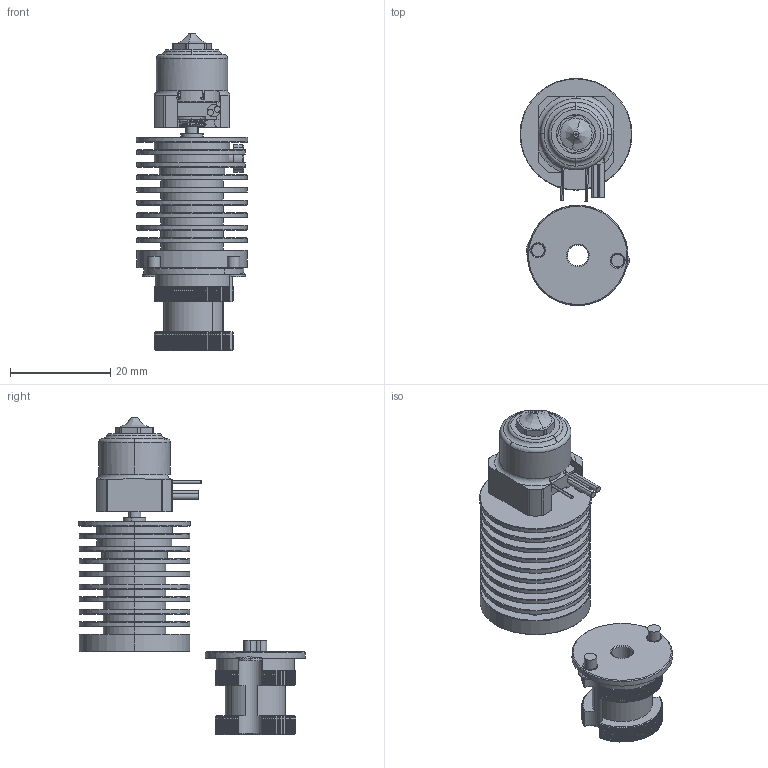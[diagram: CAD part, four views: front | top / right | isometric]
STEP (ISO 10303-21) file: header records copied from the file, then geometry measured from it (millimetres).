
FILE_DESCRIPTION (( 'STEP AP203' ), '1' );
FILE_NAME ('TD6S-CHC.STEP', '2022-09-02T01:32:37', ( '' ), ( '' ), 'SwSTEP 2.0', 'SolidWorks 2020', '' );
FILE_SCHEMA (( 'CONFIG_CONTROL_DESIGN' ));
Length unit declared in the file: millimetre
Products named in the file (15): TV6-nozzle; 禱牉奪綰奪蚾饜; TD6S-CHC; socket head thin cap screw_din_DIN 7984 - M3 x 6 --- 4.5N; 标准型陶瓷加热圈; PT100_sensor; ｻｷﾐﾎｼﾓﾈﾈｿ鮖霓ｺﾌﾗ; 环形加热块-B款; E3D-V6毛细管版本散热器-φ16固定孔; titanV2_禱牉奪; countersunk flat head cross recess screw_din_DIN EN ISO 7046-1 - M2.5 x 4 - Z - 4N; titianV2_綰奪結え; 环形加热块装配体1; titan-V2毛细管版本M6加热段-全螺纹; Rapido-幗豪V6巠饜ん
Assembly tree (15 placements, depth 3):
  TD6S-CHC
    禱牉奪綰奪蚾饜
      titianV2_綰奪結え
      titanV2_禱牉奪
      titan-V2毛细管版本M6加热段-全螺纹
    环形加热块装配体1
      环形加热块-B款
      标准型陶瓷加热圈
      PT100_sensor
    socket head thin cap screw_din_DIN 7984 - M3 x 6 --- 4.5N
    ｻｷﾐﾎｼﾓﾈﾈｿ鮖霓ｺﾌﾗ
    TV6-nozzle
    E3D-V6毛细管版本散热器-φ16固定孔
    Rapido-幗豪V6巠饜ん
    countersunk flat head cross recess screw_din_DIN EN ISO 7046-1 - M2.5 x 4 - Z - 4N  x2
Bounding box: 22.3 x 45.24 x 63.2 mm (x, y, z)
Volume: 11295.2 mm3; surface area: 13177.3 mm2
Topology: 15 solids, 15 shells, 1150 faces, 3128 edges, 2027 vertices
Faces by surface type: plane 562, cylinder 416, cone 125, torus 36, bspline 11
Entity records: 42744 total; most frequent: CARTESIAN_POINT 13779, ORIENTED_EDGE 6056, DIRECTION 5443, EDGE_CURVE 3028, AXIS2_PLACEMENT_3D 2070, VERTEX_POINT 1973, LINE 1303, VECTOR 1303
